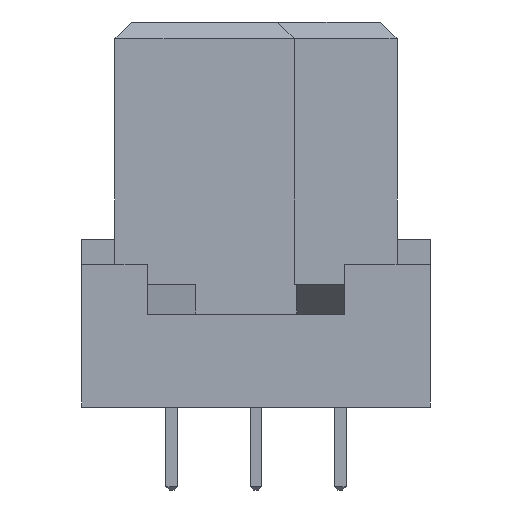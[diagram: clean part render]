
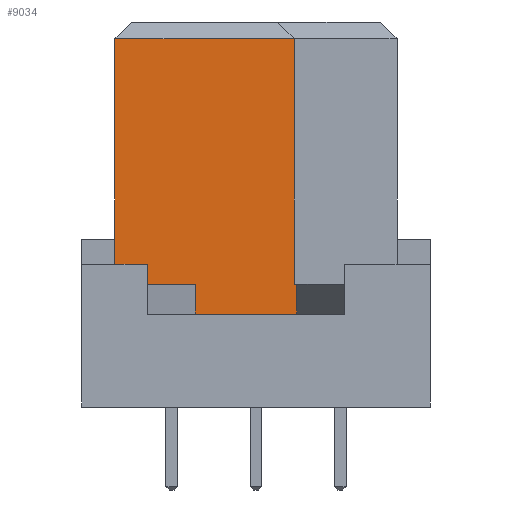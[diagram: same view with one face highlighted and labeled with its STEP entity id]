
A CAD part, front view. The second image highlights one B-rep face of the part: STEP entity #9034.
In plain terms, the highlighted planar face has unit normal (0, -1, 0).
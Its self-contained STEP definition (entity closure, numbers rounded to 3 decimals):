
#13=DIRECTION('',(0.,0.,1.));
#17=DIRECTION('',(1.,0.,0.));
#53=VECTOR('',#17,1.);
#80=VECTOR('',#81,1.);
#81=DIRECTION('',(-1.,0.,0.));
#2680=VERTEX_POINT('',#2681);
#2681=CARTESIAN_POINT('',(1.15,-42.5,11.1));
#2717=VERTEX_POINT('',#2718);
#2718=CARTESIAN_POINT('',(-4.25,-42.5,11.1));
#2724=EDGE_CURVE('',#2680,#2717,#2725,.T.);
#2725=LINE('',#2681,#80);
#2780=DIRECTION('',(-0.,-1.,-0.));
#8896=VECTOR('',#13,1.);
#8964=DIRECTION('',(0.,0.,-1.));
#8986=EDGE_CURVE('',#8987,#2680,#8989,.T.);
#8987=VERTEX_POINT('',#8988);
#8988=CARTESIAN_POINT('',(1.15,-42.5,3.7));
#8989=LINE('',#8988,#8896);
#9034=ADVANCED_FACE('',(#9035),#9068,.T.);
#9035=FACE_BOUND('',#9036,.T.);
#9036=EDGE_LOOP('',(#9037,#9038,#9039,#9045,#9050,#9055,#9060,    #9065));
#9037=ORIENTED_EDGE('',*,*,#8986,.T.);
#9038=ORIENTED_EDGE('',*,*,#2724,.T.);
#9039=ORIENTED_EDGE('',*,*,#9040,.F.);
#9040=EDGE_CURVE('',#9041,#2717,#9043,.T.);
#9041=VERTEX_POINT('',#9042);
#9042=CARTESIAN_POINT('',(-4.25,-42.5,3.7));
#9043=LINE('',#9044,#8896);
#9044=CARTESIAN_POINT('',(-4.25,-42.5,5.05));
#9045=ORIENTED_EDGE('',*,*,#9046,.T.);
#9046=EDGE_CURVE('',#9041,#9047,#9049,.T.);
#9047=VERTEX_POINT('',#9048);
#9048=CARTESIAN_POINT('',(-1.83,-42.5,3.7));
#9049=LINE('',#9042,#53);
#9050=ORIENTED_EDGE('',*,*,#9051,.F.);
#9051=EDGE_CURVE('',#9052,#9047,#9054,.T.);
#9052=VERTEX_POINT('',#9053);
#9053=CARTESIAN_POINT('',(-1.83,-42.5,2.8));
#9054=LINE('',#9053,#8896);
#9055=ORIENTED_EDGE('',*,*,#9056,.F.);
#9056=EDGE_CURVE('',#9057,#9052,#9059,.T.);
#9057=VERTEX_POINT('',#9058);
#9058=CARTESIAN_POINT('',(1.23,-42.5,2.8));
#9059=LINE('',#9058,#80);
#9060=ORIENTED_EDGE('',*,*,#9061,.T.);
#9061=EDGE_CURVE('',#9057,#9062,#9064,.T.);
#9062=VERTEX_POINT('',#9063);
#9063=CARTESIAN_POINT('',(1.23,-42.5,3.7));
#9064=LINE('',#9058,#8896);
#9065=ORIENTED_EDGE('',*,*,#9066,.T.);
#9066=EDGE_CURVE('',#9062,#8987,#9067,.T.);
#9067=LINE('',#9063,#80);
#9068=PLANE('',#9069);
#9069=AXIS2_PLACEMENT_3D('',#9070,#2780,#8964);
#9070=CARTESIAN_POINT('',(-1.456,-42.5,7.254));
